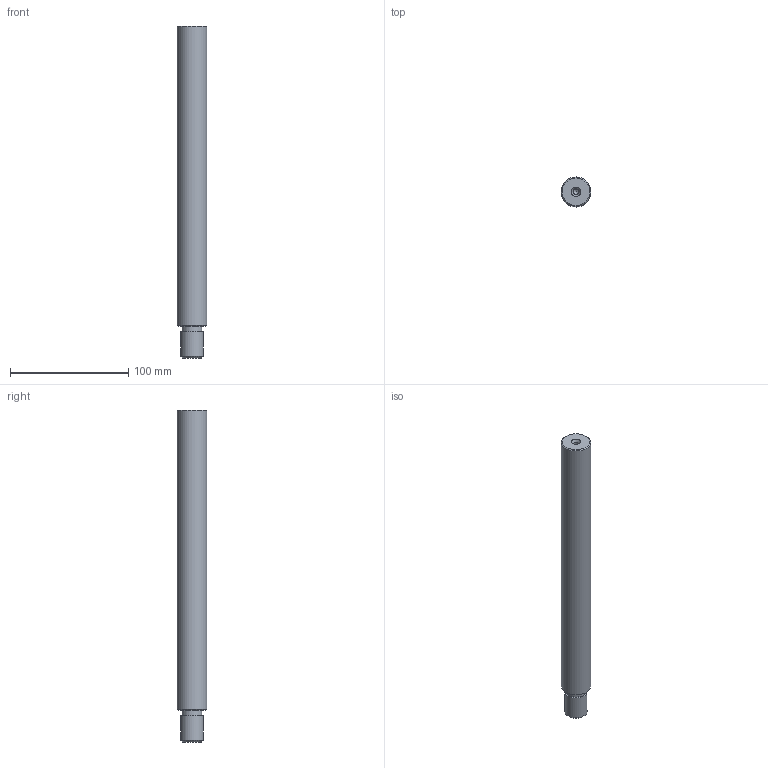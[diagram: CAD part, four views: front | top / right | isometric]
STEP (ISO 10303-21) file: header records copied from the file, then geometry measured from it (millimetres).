
FILE_DESCRIPTION (( 'STEP AP203' ), '1' );
FILE_NAME ('38-0083.STEP', '2020-01-02T22:55:17', ( '' ), ( '' ), 'SwSTEP 2.0', 'SolidWorks 2019', '' );
FILE_SCHEMA (( 'CONFIG_CONTROL_DESIGN' ));
Length unit declared in the file: inch
Products named in the file (1): 38-0083
Bounding box: 25 x 25 x 280.99 mm (x, y, z)
Volume: 131799.4 mm3; surface area: 22594.4 mm2
Topology: 1 solids, 1 shells, 13 faces, 22 edges, 13 vertices
Faces by surface type: cone 5, cylinder 4, plane 4
Full cylindrical faces by diameter (mm): 4.915 x1, 16.891 x1, 19.05 x1, 25 x1
Entity records: 333 total; most frequent: DIRECTION 52, CARTESIAN_POINT 38, AXIS2_PLACEMENT_3D 26, ORIENTED_EDGE 24, EDGE_LOOP 24, FACE_OUTER_BOUND 17, ADVANCED_FACE 13, EDGE_CURVE 12
